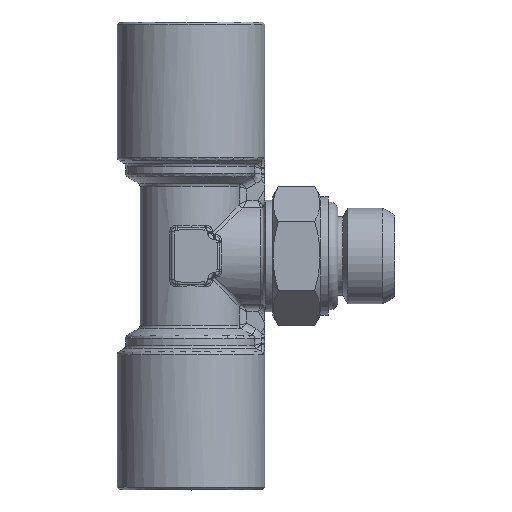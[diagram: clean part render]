
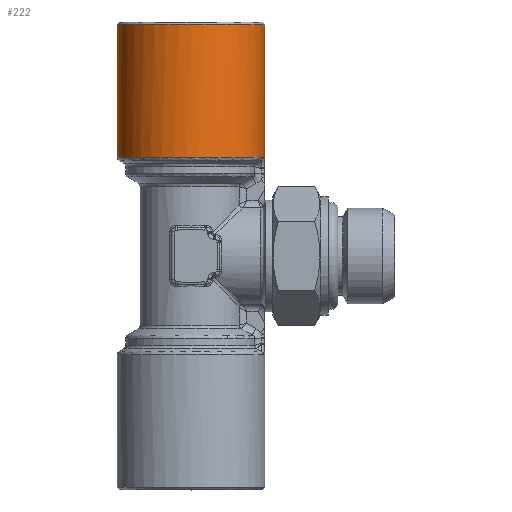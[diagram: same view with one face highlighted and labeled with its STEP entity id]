
A CAD part, top view. The second image highlights one B-rep face of the part: STEP entity #222.
In plain terms, the highlighted cylindrical face has radius 9.25 mm (diameter 18.5 mm), a full revolution.
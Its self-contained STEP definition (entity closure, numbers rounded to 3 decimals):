
#222 = ADVANCED_FACE( 'NONE', ( #897, #898 ), #899, .T. );
#897 = FACE_OUTER_BOUND( '', #4121, .T. );
#898 = FACE_OUTER_BOUND( '', #4122, .T. );
#899 = CYLINDRICAL_SURFACE( '', #4123, 9.25 );
#4121 = EDGE_LOOP( '', ( #10341, #10342, #10343, #10344, #10345, #10346, #10347, #10348, #10349, #10350, #10351 ) );
#4122 = EDGE_LOOP( '', ( #10352 ) );
#4123 = AXIS2_PLACEMENT_3D( '', #10353, #10354, #10355 );
#10341 = ORIENTED_EDGE( '', *, *, #12987, .T. );
#10342 = ORIENTED_EDGE( '', *, *, #13315, .T. );
#10343 = ORIENTED_EDGE( '', *, *, #13316, .T. );
#10344 = ORIENTED_EDGE( '', *, *, #13317, .T. );
#10345 = ORIENTED_EDGE( '', *, *, #13162, .T. );
#10346 = ORIENTED_EDGE( '', *, *, #13318, .T. );
#10347 = ORIENTED_EDGE( '', *, *, #12806, .T. );
#10348 = ORIENTED_EDGE( '', *, *, #12818, .T. );
#10349 = ORIENTED_EDGE( '', *, *, #13250, .T. );
#10350 = ORIENTED_EDGE( '', *, *, #13319, .T. );
#10351 = ORIENTED_EDGE( '', *, *, #13320, .T. );
#10352 = ORIENTED_EDGE( '', *, *, #13321, .T. );
#10353 = CARTESIAN_POINT( '', ( 0., 0., 0. ) );
#10354 = DIRECTION( '', ( 0., 1., 0. ) );
#10355 = DIRECTION( '', ( 0., 0., -1. ) );
#12806 = EDGE_CURVE( 'NONE', #14112, #14109, #14113, .T. );
#12818 = EDGE_CURVE( 'NONE', #14109, #14131, #14133, .T. );
#12987 = EDGE_CURVE( 'NONE', #14440, #14445, #14447, .T. );
#13162 = EDGE_CURVE( 'NONE', #14760, #14763, #14765, .T. );
#13250 = EDGE_CURVE( 'NONE', #14131, #14919, #14921, .T. );
#13315 = EDGE_CURVE( 'NONE', #14445, #15033, #15034, .T. );
#13316 = EDGE_CURVE( 'NONE', #15033, #15035, #15036, .T. );
#13317 = EDGE_CURVE( 'NONE', #15035, #14760, #15037, .T. );
#13318 = EDGE_CURVE( 'NONE', #14763, #14112, #15038, .T. );
#13319 = EDGE_CURVE( 'NONE', #14919, #15039, #15040, .T. );
#13320 = EDGE_CURVE( 'NONE', #15039, #14440, #15041, .T. );
#13321 = EDGE_CURVE( 'NONE', #15042, #15042, #15043, .T. );
#14109 = VERTEX_POINT( 'NONE', #16458 );
#14112 = VERTEX_POINT( 'NONE', #16463 );
#14113 = ( BOUNDED_CURVE(  )B_SPLINE_CURVE( 3, ( #16466, #16467, #16468, #16469 ), .UNSPECIFIED., .F., .F. )B_SPLINE_CURVE_WITH_KNOTS( ( 4, 4 ), ( 3.025, 3.142 ), .UNSPECIFIED. )CURVE(  )GEOMETRIC_REPRESENTATION_ITEM(  )RATIONAL_B_SPLINE_CURVE( ( 1., 0.999, 0.999, 1. ) )REPRESENTATION_ITEM( '' ) );
#14131 = VERTEX_POINT( 'NONE', #16542 );
#14133 = ( BOUNDED_CURVE(  )B_SPLINE_CURVE( 3, ( #16552, #16553, #16554, #16555 ), .UNSPECIFIED., .F., .F. )B_SPLINE_CURVE_WITH_KNOTS( ( 4, 4 ), ( 3.142, 3.258 ), .UNSPECIFIED. )CURVE(  )GEOMETRIC_REPRESENTATION_ITEM(  )RATIONAL_B_SPLINE_CURVE( ( 1., 0.999, 0.999, 1. ) )REPRESENTATION_ITEM( '' ) );
#14440 = VERTEX_POINT( 'NONE', #17614 );
#14445 = VERTEX_POINT( 'NONE', #17631 );
#14447 = B_SPLINE_CURVE_WITH_KNOTS( '', 3, ( #17633, #17634, #17635, #17636, #17637, #17638, #17639, #17640, #17641, #17642, #17643, #17644, #17645 ), .UNSPECIFIED., .F., .F., ( 4, 1, 1, 1, 1, 1, 1, 1, 1, 1, 4 ), ( 0., 0.064, 0.126, 0.189, 0.251, 0.377, 0.5, 0.626, 0.75, 0.874, 1. ), .UNSPECIFIED. );
#14760 = VERTEX_POINT( 'NONE', #18884 );
#14763 = VERTEX_POINT( 'NONE', #18888 );
#14765 = LINE( '', #18890, #18891 );
#14919 = VERTEX_POINT( 'NONE', #19372 );
#14921 = B_SPLINE_CURVE_WITH_KNOTS( '', 3, ( #19374, #19375, #19376, #19377 ), .UNSPECIFIED., .F., .F., ( 4, 4 ), ( 0., 0. ), .UNSPECIFIED. );
#15033 = VERTEX_POINT( 'NONE', #19729 );
#15034 = CIRCLE( '', #19730, 9.25 );
#15035 = VERTEX_POINT( 'NONE', #19731 );
#15036 = B_SPLINE_CURVE_WITH_KNOTS( '', 3, ( #19732, #19733, #19734, #19735, #19736, #19737, #19738, #19739, #19740, #19741, #19742, #19743, #19744 ), .UNSPECIFIED., .F., .F., ( 4, 1, 1, 1, 1, 1, 1, 1, 1, 1, 4 ), ( 0., 0.063, 0.126, 0.188, 0.25, 0.374, 0.5, 0.623, 0.75, 0.874, 1. ), .UNSPECIFIED. );
#15037 = B_SPLINE_CURVE_WITH_KNOTS( '', 3, ( #19745, #19746, #19747, #19748 ), .UNSPECIFIED., .F., .F., ( 4, 4 ), ( 0., 0. ), .UNSPECIFIED. );
#15038 = B_SPLINE_CURVE_WITH_KNOTS( '', 3, ( #19749, #19750, #19751, #19752 ), .UNSPECIFIED., .F., .F., ( 4, 4 ), ( 0., 0. ), .UNSPECIFIED. );
#15039 = VERTEX_POINT( 'NONE', #19753 );
#15040 = LINE( '', #19754, #19755 );
#15041 = B_SPLINE_CURVE_WITH_KNOTS( '', 3, ( #19756, #19757, #19758, #19759 ), .UNSPECIFIED., .F., .F., ( 4, 4 ), ( 0., 0. ), .UNSPECIFIED. );
#15042 = VERTEX_POINT( '', #19760 );
#15043 = CIRCLE( '', #19761, 9.25 );
#16458 = CARTESIAN_POINT( '', ( 9.25, 10.25, 0. ) );
#16463 = CARTESIAN_POINT( '', ( 9.188, 10.181, 1.072 ) );
#16466 = CARTESIAN_POINT( '', ( 9.188, 10.181, 1.072 ) );
#16467 = CARTESIAN_POINT( '', ( 9.229, 10.227, 0.716 ) );
#16468 = CARTESIAN_POINT( '', ( 9.25, 10.25, 0.358 ) );
#16469 = CARTESIAN_POINT( '', ( 9.25, 10.25, 0. ) );
#16542 = CARTESIAN_POINT( '', ( 9.188, 10.181, -1.072 ) );
#16552 = CARTESIAN_POINT( '', ( 9.25, 10.25, 0. ) );
#16553 = CARTESIAN_POINT( '', ( 9.25, 10.25, -0.358 ) );
#16554 = CARTESIAN_POINT( '', ( 9.229, 10.227, -0.716 ) );
#16555 = CARTESIAN_POINT( '', ( 9.188, 10.181, -1.072 ) );
#17614 = CARTESIAN_POINT( '', ( 9.185, 11.169, -1.096 ) );
#17631 = CARTESIAN_POINT( '', ( 8.924, 12.355, -2.434 ) );
#17633 = CARTESIAN_POINT( '', ( 9.185, 11.169, -1.096 ) );
#17634 = CARTESIAN_POINT( '', ( 9.184, 11.209, -1.106 ) );
#17635 = CARTESIAN_POINT( '', ( 9.181, 11.29, -1.124 ) );
#17636 = CARTESIAN_POINT( '', ( 9.177, 11.407, -1.163 ) );
#17637 = CARTESIAN_POINT( '', ( 9.171, 11.52, -1.209 ) );
#17638 = CARTESIAN_POINT( '', ( 9.161, 11.666, -1.282 ) );
#17639 = CARTESIAN_POINT( '', ( 9.145, 11.837, -1.393 ) );
#17640 = CARTESIAN_POINT( '', ( 9.118, 12.017, -1.559 ) );
#17641 = CARTESIAN_POINT( '', ( 9.084, 12.165, -1.751 ) );
#17642 = CARTESIAN_POINT( '', ( 9.039, 12.273, -1.966 ) );
#17643 = CARTESIAN_POINT( '', ( 8.987, 12.342, -2.197 ) );
#17644 = CARTESIAN_POINT( '', ( 8.945, 12.351, -2.355 ) );
#17645 = CARTESIAN_POINT( '', ( 8.924, 12.355, -2.434 ) );
#18884 = CARTESIAN_POINT( '', ( 9.187, 10.953, 1.073 ) );
#18888 = CARTESIAN_POINT( '', ( 9.187, 10.345, 1.073 ) );
#18890 = CARTESIAN_POINT( '', ( 9.187, 0., 1.073 ) );
#18891 = VECTOR( '', #24644, 1000. );
#19372 = CARTESIAN_POINT( '', ( 9.187, 10.345, -1.073 ) );
#19374 = CARTESIAN_POINT( '', ( 9.188, 10.181, -1.072 ) );
#19375 = CARTESIAN_POINT( '', ( 9.188, 10.236, -1.073 ) );
#19376 = CARTESIAN_POINT( '', ( 9.187, 10.291, -1.073 ) );
#19377 = CARTESIAN_POINT( '', ( 9.187, 10.345, -1.073 ) );
#19729 = CARTESIAN_POINT( '', ( 8.924, 12.355, 2.434 ) );
#19730 = AXIS2_PLACEMENT_3D( '', #24810, #24811, #24812 );
#19731 = CARTESIAN_POINT( '', ( 9.185, 11.169, 1.096 ) );
#19732 = CARTESIAN_POINT( '', ( 8.924, 12.355, 2.434 ) );
#19733 = CARTESIAN_POINT( '', ( 8.935, 12.354, 2.394 ) );
#19734 = CARTESIAN_POINT( '', ( 8.956, 12.352, 2.315 ) );
#19735 = CARTESIAN_POINT( '', ( 8.986, 12.335, 2.197 ) );
#19736 = CARTESIAN_POINT( '', ( 9.013, 12.307, 2.081 ) );
#19737 = CARTESIAN_POINT( '', ( 9.047, 12.256, 1.931 ) );
#19738 = CARTESIAN_POINT( '', ( 9.084, 12.165, 1.751 ) );
#19739 = CARTESIAN_POINT( '', ( 9.118, 12.017, 1.559 ) );
#19740 = CARTESIAN_POINT( '', ( 9.145, 11.837, 1.393 ) );
#19741 = CARTESIAN_POINT( '', ( 9.164, 11.632, 1.26 ) );
#19742 = CARTESIAN_POINT( '', ( 9.178, 11.408, 1.157 ) );
#19743 = CARTESIAN_POINT( '', ( 9.182, 11.249, 1.116 ) );
#19744 = CARTESIAN_POINT( '', ( 9.185, 11.169, 1.096 ) );
#19745 = CARTESIAN_POINT( '', ( 9.185, 11.169, 1.096 ) );
#19746 = CARTESIAN_POINT( '', ( 9.187, 11.098, 1.081 ) );
#19747 = CARTESIAN_POINT( '', ( 9.187, 11.026, 1.073 ) );
#19748 = CARTESIAN_POINT( '', ( 9.187, 10.953, 1.073 ) );
#19749 = CARTESIAN_POINT( '', ( 9.187, 10.345, 1.073 ) );
#19750 = CARTESIAN_POINT( '', ( 9.187, 10.291, 1.073 ) );
#19751 = CARTESIAN_POINT( '', ( 9.188, 10.236, 1.073 ) );
#19752 = CARTESIAN_POINT( '', ( 9.188, 10.181, 1.072 ) );
#19753 = CARTESIAN_POINT( '', ( 9.187, 10.953, -1.073 ) );
#19754 = CARTESIAN_POINT( '', ( 9.187, 0., -1.073 ) );
#19755 = VECTOR( '', #24813, 1000. );
#19756 = CARTESIAN_POINT( '', ( 9.187, 10.953, -1.073 ) );
#19757 = CARTESIAN_POINT( '', ( 9.187, 11.026, -1.073 ) );
#19758 = CARTESIAN_POINT( '', ( 9.187, 11.098, -1.081 ) );
#19759 = CARTESIAN_POINT( '', ( 9.185, 11.169, -1.096 ) );
#19760 = CARTESIAN_POINT( '', ( 0., 29., -9.25 ) );
#19761 = AXIS2_PLACEMENT_3D( '', #24814, #24815, #24816 );
#24644 = DIRECTION( '', ( 0., -1., 0. ) );
#24810 = CARTESIAN_POINT( '', ( 0., 12.355, 0. ) );
#24811 = DIRECTION( '', ( 0., 1., 0. ) );
#24812 = DIRECTION( '', ( 0., 0., 1. ) );
#24813 = DIRECTION( '', ( 0., 1., 0. ) );
#24814 = CARTESIAN_POINT( '', ( 0., 29., 0. ) );
#24815 = DIRECTION( '', ( 0., -1., 0. ) );
#24816 = DIRECTION( '', ( 0., 0., -1. ) );
